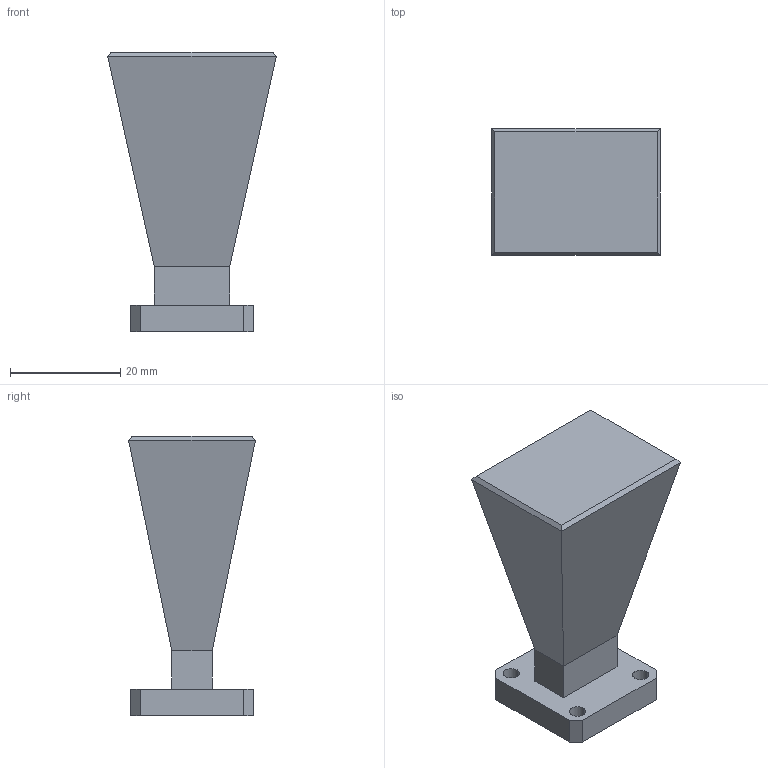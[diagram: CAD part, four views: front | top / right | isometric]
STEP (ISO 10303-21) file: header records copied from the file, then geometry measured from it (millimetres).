
FILE_DESCRIPTION (( 'STEP AP203' ), '1' );
FILE_NAME ('SAR-1532-42-S2.STEP', '2021-11-01T20:01:31', ( '' ), ( '' ), 'SwSTEP 2.0', 'SolidWorks 2021', '' );
FILE_SCHEMA (( 'CONFIG_CONTROL_DESIGN' ));
Length unit declared in the file: inch
Products named in the file (1): SAR-1532-42-S2
Bounding box: 30.65 x 23.06 x 50.8 mm (x, y, z)
Volume: 17193.3 mm3; surface area: 5390.3 mm2
Topology: 1 solids, 1 shells, 36 faces, 92 edges, 60 vertices
Faces by surface type: plane 28, cylinder 8
Entity records: 1171 total; most frequent: CARTESIAN_POINT 193, ORIENTED_EDGE 184, DIRECTION 178, EDGE_CURVE 92, VECTOR 72, LINE 72, VERTEX_POINT 60, AXIS2_PLACEMENT_3D 53
